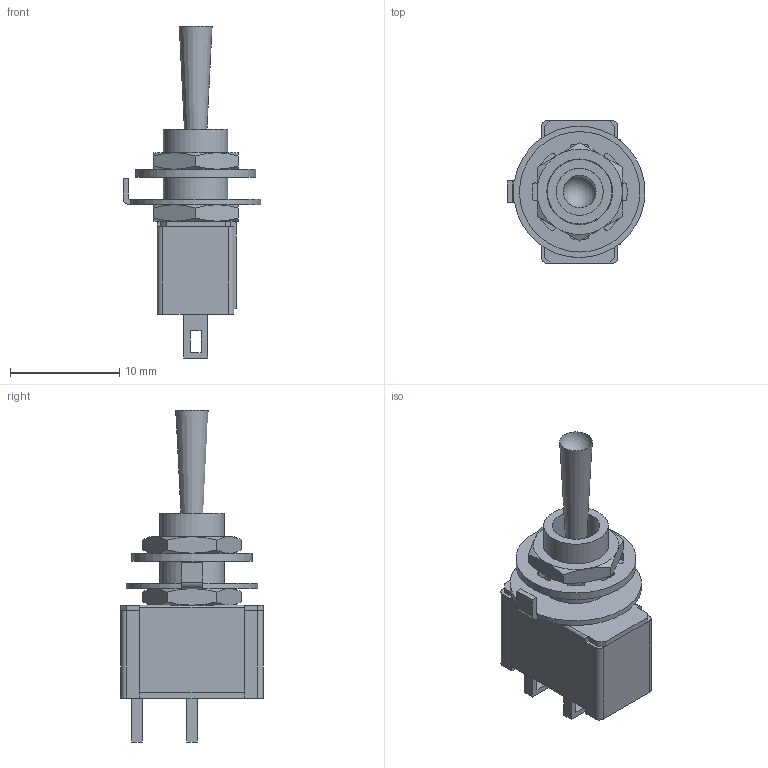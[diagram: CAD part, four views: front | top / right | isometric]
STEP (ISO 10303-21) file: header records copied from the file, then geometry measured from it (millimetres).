
FILE_DESCRIPTION(('FreeCAD Model'),'2;1');
FILE_NAME('Fusion.step','2017-10-02T13:56:52',( 'kicad StepUp'),('ksu MCAD'),'Open CASCADE STEP processor 6.8', 'FreeCAD','Unknown');
FILE_SCHEMA(('AUTOMOTIVE_DESIGN_CC2 { 1 2 10303 214 -1 1 5 4 }'));
Length unit declared in the file: millimetre
Products named in the file (1): Fusion
Bounding box: 12.6 x 13 x 30.33 mm (x, y, z)
Volume: 1087.3 mm3; surface area: 1607.8 mm2
Topology: 4 solids, 4 shells, 178 faces, 505 edges, 325 vertices
Faces by surface type: plane 103, cylinder 47, cone 26, sphere 2
Full cylindrical faces by diameter (mm): 4.3 x1, 5.9 x1, 6 x2, 6.5 x1, 11 x1
Entity records: 5763 total; most frequent: CARTESIAN_POINT 1109, ORIENTED_EDGE 1006, DIRECTION 948, EDGE_CURVE 503, VERTEX_POINT 324, AXIS2_PLACEMENT_3D 321, LINE 306, VECTOR 306
